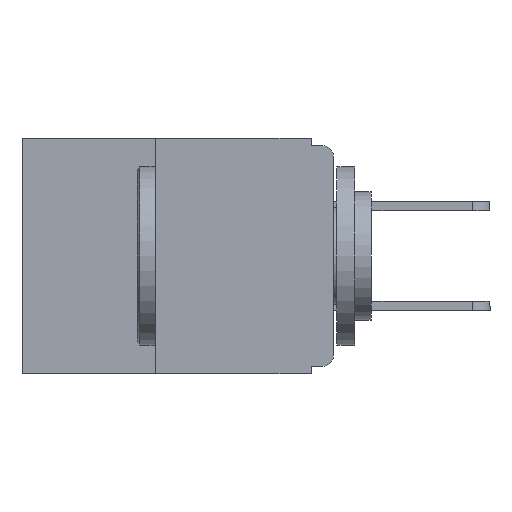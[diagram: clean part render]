
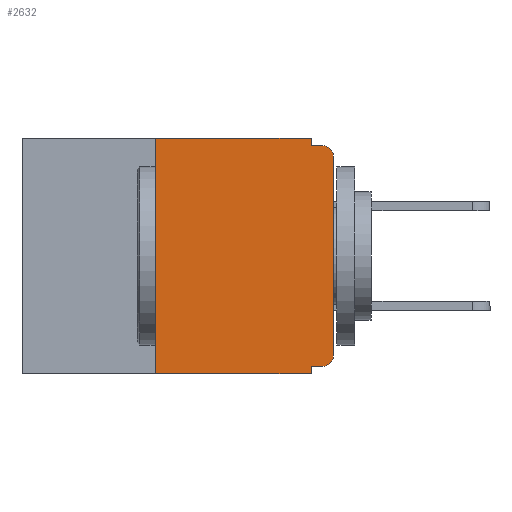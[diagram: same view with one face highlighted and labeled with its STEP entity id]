
A CAD part, left-side view. The second image highlights one B-rep face of the part: STEP entity #2632.
In plain terms, the highlighted planar face has unit normal (-1, 0, 0).
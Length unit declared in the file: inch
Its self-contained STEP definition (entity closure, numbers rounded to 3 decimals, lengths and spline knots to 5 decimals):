
#310 = VERTEX_POINT ( 'NONE', #14556 ) ;
#368 = DIRECTION ( 'NONE',  ( -1., 0., 0. ) ) ;
#382 = LINE ( 'NONE', #4073, #10190 ) ;
#435 = CARTESIAN_POINT ( 'NONE',  ( 0., 0., 0. ) ) ;
#486 = EDGE_CURVE ( 'NONE', #9239, #531, #382, .T. ) ;
#531 = VERTEX_POINT ( 'NONE', #3367 ) ;
#695 = LINE ( 'NONE', #6168, #1087 ) ;
#798 = EDGE_CURVE ( 'NONE', #9474, #4552, #15806, .T. ) ;
#1087 = VECTOR ( 'NONE', #13770, 39.37008 ) ;
#1507 = VECTOR ( 'NONE', #5561, 39.37008 ) ;
#1704 = CARTESIAN_POINT ( 'NONE',  ( 0., 0.031, 0. ) ) ;
#1786 = EDGE_CURVE ( 'NONE', #8710, #3985, #14793, .T. ) ;
#1838 = CARTESIAN_POINT ( 'NONE',  ( 0., 0.031, -0.32 ) ) ;
#2449 = AXIS2_PLACEMENT_3D ( 'NONE', #15654, #16339, #11512 ) ;
#2632 = ADVANCED_FACE ( 'NONE', ( #4999 ), #16002, .F. ) ;
#3273 = EDGE_CURVE ( 'NONE', #13710, #531, #14926, .T. ) ;
#3367 = CARTESIAN_POINT ( 'NONE',  ( 0., 0.015, -0.01 ) ) ;
#3495 = ORIENTED_EDGE ( 'NONE', *, *, #5224, .F. ) ;
#3510 = ORIENTED_EDGE ( 'NONE', *, *, #8541, .F. ) ;
#3530 = CARTESIAN_POINT ( 'NONE',  ( 0., 0.031, -0.33 ) ) ;
#3594 = DIRECTION ( 'NONE',  ( 0., -1., 0. ) ) ;
#3651 = CARTESIAN_POINT ( 'NONE',  ( 0., 0.015, -0.32 ) ) ;
#3653 = CARTESIAN_POINT ( 'NONE',  ( 0., 0., -0.025 ) ) ;
#3985 = VERTEX_POINT ( 'NONE', #3530 ) ;
#4073 = CARTESIAN_POINT ( 'NONE',  ( 0., 0., -0.01 ) ) ;
#4249 = DIRECTION ( 'NONE',  ( 0., 0., 1. ) ) ;
#4274 = ORIENTED_EDGE ( 'NONE', *, *, #3273, .T. ) ;
#4552 = VERTEX_POINT ( 'NONE', #7878 ) ;
#4999 = FACE_OUTER_BOUND ( 'NONE', #8818, .T. ) ;
#5103 = ORIENTED_EDGE ( 'NONE', *, *, #11614, .T. ) ;
#5224 = EDGE_CURVE ( 'NONE', #310, #8630, #8418, .T. ) ;
#5249 = EDGE_CURVE ( 'NONE', #14757, #3985, #13932, .T. ) ;
#5254 = VECTOR ( 'NONE', #4249, 39.37008 ) ;
#5419 = DIRECTION ( 'NONE',  ( 0., 1., 0. ) ) ;
#5558 = CARTESIAN_POINT ( 'NONE',  ( 0., 0.25, -0.33 ) ) ;
#5561 = DIRECTION ( 'NONE',  ( 0., 0., 1. ) ) ;
#6124 = ORIENTED_EDGE ( 'NONE', *, *, #11267, .F. ) ;
#6144 = EDGE_CURVE ( 'NONE', #14757, #310, #11735, .T. ) ;
#6168 = CARTESIAN_POINT ( 'NONE',  ( 0., 0.031, 0. ) ) ;
#6220 = VECTOR ( 'NONE', #5419, 39.37008 ) ;
#6265 = ORIENTED_EDGE ( 'NONE', *, *, #486, .F. ) ;
#6778 = CARTESIAN_POINT ( 'NONE',  ( 0., 0.015, -0.025 ) ) ;
#7453 = CARTESIAN_POINT ( 'NONE',  ( 0., 0.25, -0.33 ) ) ;
#7730 = DIRECTION ( 'NONE',  ( 0., 0., -1. ) ) ;
#7855 = ORIENTED_EDGE ( 'NONE', *, *, #1786, .F. ) ;
#7878 = CARTESIAN_POINT ( 'NONE',  ( 0., 0., -0.305 ) ) ;
#8418 = LINE ( 'NONE', #13502, #14329 ) ;
#8541 = EDGE_CURVE ( 'NONE', #9474, #8710, #16210, .T. ) ;
#8545 = ORIENTED_EDGE ( 'NONE', *, *, #6144, .F. ) ;
#8605 = ORIENTED_EDGE ( 'NONE', *, *, #798, .T. ) ;
#8630 = VERTEX_POINT ( 'NONE', #1704 ) ;
#8710 = VERTEX_POINT ( 'NONE', #1838 ) ;
#8818 = EDGE_LOOP ( 'NONE', ( #5103, #4274, #6265, #6124, #3495, #8545, #9421, #7855, #3510, #8605 ) ) ;
#9239 = VERTEX_POINT ( 'NONE', #15875 ) ;
#9421 = ORIENTED_EDGE ( 'NONE', *, *, #5249, .T. ) ;
#9474 = VERTEX_POINT ( 'NONE', #3651 ) ;
#9881 = DIRECTION ( 'NONE',  ( 0., 0., -1. ) ) ;
#10190 = VECTOR ( 'NONE', #3594, 39.37008 ) ;
#10579 = VECTOR ( 'NONE', #13019, 39.37008 ) ;
#11267 = EDGE_CURVE ( 'NONE', #8630, #9239, #695, .T. ) ;
#11512 = DIRECTION ( 'NONE',  ( 0., 0., -1. ) ) ;
#11614 = EDGE_CURVE ( 'NONE', #4552, #13710, #15368, .T. ) ;
#11735 = LINE ( 'NONE', #5558, #1507 ) ;
#11802 = CARTESIAN_POINT ( 'NONE',  ( 0., 0., -0.32 ) ) ;
#12218 = AXIS2_PLACEMENT_3D ( 'NONE', #6778, #368, #9881 ) ;
#12633 = AXIS2_PLACEMENT_3D ( 'NONE', #13443, #15927, #15849 ) ;
#13019 = DIRECTION ( 'NONE',  ( 0., -1., 0. ) ) ;
#13151 = CARTESIAN_POINT ( 'NONE',  ( 0., 0.437, -0.33 ) ) ;
#13348 = DIRECTION ( 'NONE',  ( 0., -1., 0. ) ) ;
#13443 = CARTESIAN_POINT ( 'NONE',  ( 0., 0.437, 0. ) ) ;
#13502 = CARTESIAN_POINT ( 'NONE',  ( 0., 0.437, 0. ) ) ;
#13710 = VERTEX_POINT ( 'NONE', #3653 ) ;
#13770 = DIRECTION ( 'NONE',  ( 0., 0., -1. ) ) ;
#13932 = LINE ( 'NONE', #13151, #10579 ) ;
#14329 = VECTOR ( 'NONE', #13348, 39.37008 ) ;
#14416 = VECTOR ( 'NONE', #7730, 39.37008 ) ;
#14556 = CARTESIAN_POINT ( 'NONE',  ( 0., 0.25, 0. ) ) ;
#14757 = VERTEX_POINT ( 'NONE', #7453 ) ;
#14793 = LINE ( 'NONE', #15163, #14416 ) ;
#14926 = CIRCLE ( 'NONE', #12218, 0.015 ) ;
#15163 = CARTESIAN_POINT ( 'NONE',  ( 0., 0.031, -0.33 ) ) ;
#15368 = LINE ( 'NONE', #435, #5254 ) ;
#15654 = CARTESIAN_POINT ( 'NONE',  ( 0., 0.015, -0.305 ) ) ;
#15806 = CIRCLE ( 'NONE', #2449, 0.015 ) ;
#15849 = DIRECTION ( 'NONE',  ( 0., 0., -1. ) ) ;
#15875 = CARTESIAN_POINT ( 'NONE',  ( 0., 0.031, -0.01 ) ) ;
#15927 = DIRECTION ( 'NONE',  ( 1., 0., 0. ) ) ;
#16002 = PLANE ( 'NONE',  #12633 ) ;
#16210 = LINE ( 'NONE', #11802, #6220 ) ;
#16339 = DIRECTION ( 'NONE',  ( -1., 0., 0. ) ) ;
